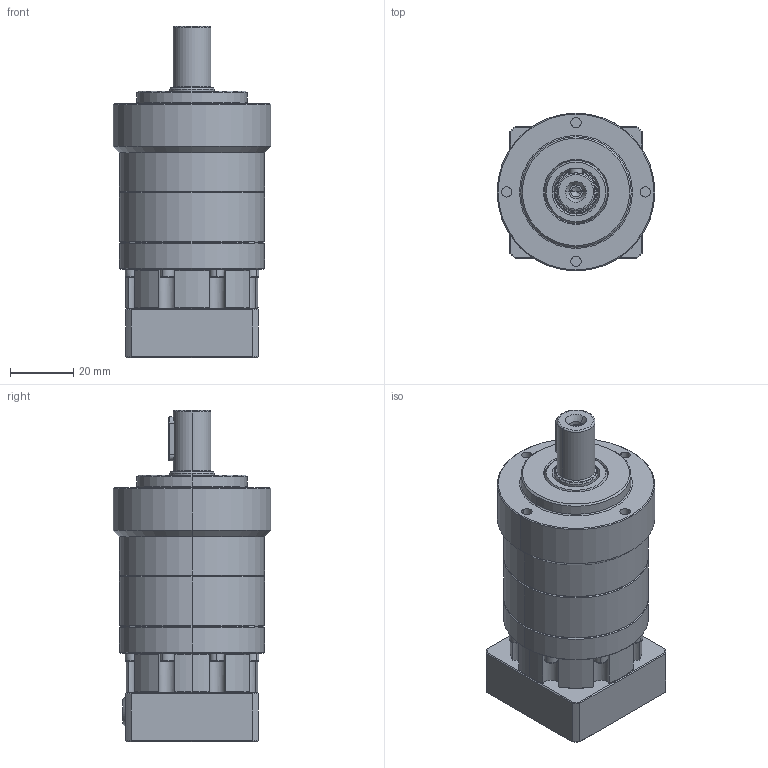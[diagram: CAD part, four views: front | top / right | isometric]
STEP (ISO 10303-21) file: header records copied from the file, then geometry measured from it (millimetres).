
FILE_DESCRIPTION (( 'STEP AP214' ), '1' );
FILE_NAME ('PGA050-25A1.STEP', '2015-05-04T18:08:33', ( '' ), ( '' ), 'SwSTEP 2.0', 'SolidWorks 2014', '' );
FILE_SCHEMA (( 'AUTOMOTIVE_DESIGN' ));
Length unit declared in the file: inch
Products named in the file (1): PGA050-25A1
Bounding box: 50 x 50 x 105 mm (x, y, z)
Volume: 129601.6 mm3; surface area: 25016.2 mm2
Topology: 1 solids, 9 shells, 576 faces, 1479 edges, 922 vertices
Faces by surface type: plane 229, cylinder 161, cone 114, torus 72
Entity records: 20878 total; most frequent: CARTESIAN_POINT 3735, DIRECTION 2975, ORIENTED_EDGE 2862, EDGE_CURVE 1431, AXIS2_PLACEMENT_3D 1192, VERTEX_POINT 922, EDGE_LOOP 643, CIRCLE 615
